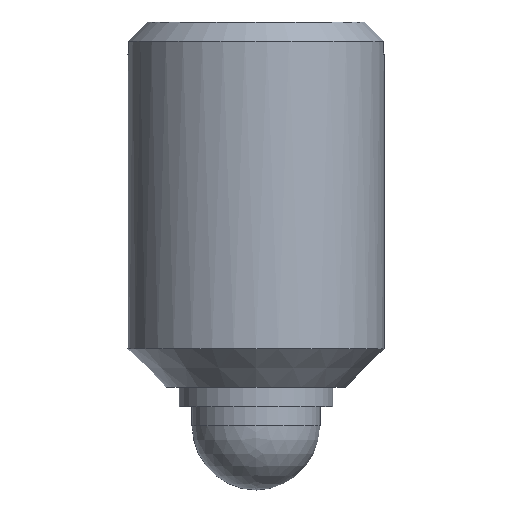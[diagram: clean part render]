
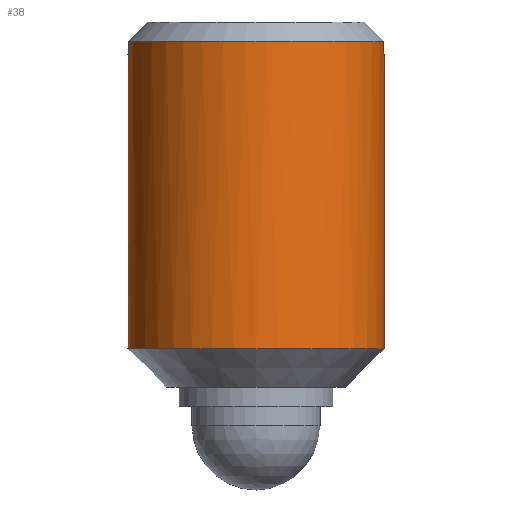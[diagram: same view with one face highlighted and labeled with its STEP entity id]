
A CAD part, left-side view. The second image highlights one B-rep face of the part: STEP entity #38.
In plain terms, the highlighted cylindrical face has radius 10 mm (diameter 20 mm), a full revolution.
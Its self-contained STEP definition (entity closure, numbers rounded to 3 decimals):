
#38 = ADVANCED_FACE( '', ( #83, #84 ), #85, .T. );
#83 = FACE_OUTER_BOUND( '', #138, .T. );
#84 = FACE_OUTER_BOUND( '', #139, .T. );
#85 = CYLINDRICAL_SURFACE( '', #140, 10. );
#138 = EDGE_LOOP( '', ( #187 ) );
#139 = EDGE_LOOP( '', ( #188, #189, #190, #191, #192, #193, #194, #195 ) );
#140 = AXIS2_PLACEMENT_3D( '', #196, #197, #198 );
#187 = ORIENTED_EDGE( '', *, *, #291, .T. );
#188 = ORIENTED_EDGE( '', *, *, #292, .F. );
#189 = ORIENTED_EDGE( '', *, *, #293, .T. );
#190 = ORIENTED_EDGE( '', *, *, #294, .F. );
#191 = ORIENTED_EDGE( '', *, *, #295, .F. );
#192 = ORIENTED_EDGE( '', *, *, #296, .F. );
#193 = ORIENTED_EDGE( '', *, *, #297, .T. );
#194 = ORIENTED_EDGE( '', *, *, #298, .F. );
#195 = ORIENTED_EDGE( '', *, *, #299, .F. );
#196 = CARTESIAN_POINT( '', ( 0., 0., 25.5 ) );
#197 = DIRECTION( '', ( 0., 0., -1. ) );
#198 = DIRECTION( '', ( 1., 0., 0. ) );
#291 = EDGE_CURVE( '', #329, #329, #330, .T. );
#292 = EDGE_CURVE( '', #331, #332, #333, .F. );
#293 = EDGE_CURVE( '', #331, #334, #335, .T. );
#294 = EDGE_CURVE( '', #336, #334, #337, .T. );
#295 = EDGE_CURVE( '', #338, #336, #339, .T. );
#296 = EDGE_CURVE( '', #340, #338, #341, .F. );
#297 = EDGE_CURVE( '', #340, #342, #343, .T. );
#298 = EDGE_CURVE( '', #344, #342, #345, .T. );
#299 = EDGE_CURVE( '', #332, #344, #346, .T. );
#329 = VERTEX_POINT( '', #385 );
#330 = CIRCLE( '', #386, 10. );
#331 = VERTEX_POINT( '', #387 );
#332 = VERTEX_POINT( '', #388 );
#333 = LINE( '', #389, #390 );
#334 = VERTEX_POINT( '', #391 );
#335 = CIRCLE( '', #392, 10. );
#336 = VERTEX_POINT( '', #393 );
#337 = LINE( '', #394, #395 );
#338 = VERTEX_POINT( '', #396 );
#339 = CIRCLE( '', #397, 10. );
#340 = VERTEX_POINT( '', #398 );
#341 = LINE( '', #399, #400 );
#342 = VERTEX_POINT( '', #401 );
#343 = CIRCLE( '', #402, 10. );
#344 = VERTEX_POINT( '', #403 );
#345 = LINE( '', #404, #405 );
#346 = CIRCLE( '', #406, 10. );
#385 = CARTESIAN_POINT( '', ( 10., 0., 11. ) );
#386 = AXIS2_PLACEMENT_3D( '', #460, #461, #462 );
#387 = CARTESIAN_POINT( '', ( 1., 9.95, 35. ) );
#388 = CARTESIAN_POINT( '', ( 1., 9.95, 34. ) );
#389 = CARTESIAN_POINT( '', ( 1., 9.95, 25.5 ) );
#390 = VECTOR( '', #463, 1000. );
#391 = CARTESIAN_POINT( '', ( 1., -9.95, 35. ) );
#392 = AXIS2_PLACEMENT_3D( '', #464, #465, #466 );
#393 = CARTESIAN_POINT( '', ( 1., -9.95, 34. ) );
#394 = CARTESIAN_POINT( '', ( 1., -9.95, 25.5 ) );
#395 = VECTOR( '', #467, 1000. );
#396 = CARTESIAN_POINT( '', ( -1., -9.95, 34. ) );
#397 = AXIS2_PLACEMENT_3D( '', #468, #469, #470 );
#398 = CARTESIAN_POINT( '', ( -1., -9.95, 35. ) );
#399 = CARTESIAN_POINT( '', ( -1., -9.95, 25.5 ) );
#400 = VECTOR( '', #471, 1000. );
#401 = CARTESIAN_POINT( '', ( -1., 9.95, 35. ) );
#402 = AXIS2_PLACEMENT_3D( '', #472, #473, #474 );
#403 = CARTESIAN_POINT( '', ( -1., 9.95, 34. ) );
#404 = CARTESIAN_POINT( '', ( -1., 9.95, 25.5 ) );
#405 = VECTOR( '', #475, 1000. );
#406 = AXIS2_PLACEMENT_3D( '', #476, #477, #478 );
#460 = CARTESIAN_POINT( '', ( 0., 0., 11. ) );
#461 = DIRECTION( '', ( 0., 0., 1. ) );
#462 = DIRECTION( '', ( 1., 0., 0. ) );
#463 = DIRECTION( '', ( 0., 0., 1. ) );
#464 = CARTESIAN_POINT( '', ( 0., 0., 35. ) );
#465 = DIRECTION( '', ( 0., 0., -1. ) );
#466 = DIRECTION( '', ( -1., 0., 0. ) );
#467 = DIRECTION( '', ( 0., 0., 1. ) );
#468 = CARTESIAN_POINT( '', ( 0., 0., 34. ) );
#469 = DIRECTION( '', ( 0., 0., 1. ) );
#470 = DIRECTION( '', ( 1., 0., 0. ) );
#471 = DIRECTION( '', ( 0., 0., 1. ) );
#472 = CARTESIAN_POINT( '', ( 0., 0., 35. ) );
#473 = DIRECTION( '', ( 0., 0., -1. ) );
#474 = DIRECTION( '', ( -1., 0., 0. ) );
#475 = DIRECTION( '', ( 0., 0., 1. ) );
#476 = CARTESIAN_POINT( '', ( 0., 0., 34. ) );
#477 = DIRECTION( '', ( 0., 0., 1. ) );
#478 = DIRECTION( '', ( 1., 0., 0. ) );
